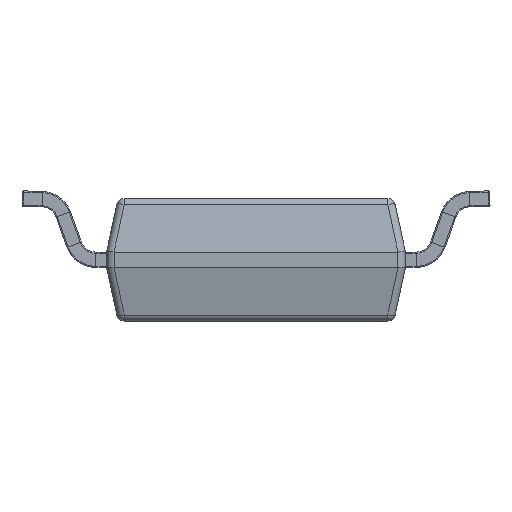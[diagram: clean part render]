
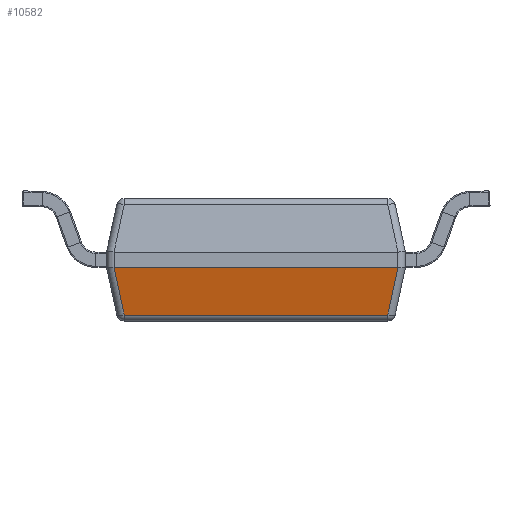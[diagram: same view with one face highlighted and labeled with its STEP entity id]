
A CAD part, left-side view. The second image highlights one B-rep face of the part: STEP entity #10582.
In plain terms, the highlighted face is planar.
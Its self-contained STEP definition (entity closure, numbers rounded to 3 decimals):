
#113 = ORIENTED_EDGE ( 'NONE', *, *, #30707, .T. ) ;
#279 = CARTESIAN_POINT ( 'NONE',  ( -5., -1.85, 0.999 ) ) ;
#921 =( BOUNDED_CURVE ( )  B_SPLINE_CURVE ( 3, ( #279, #27710, #33139, #33711 ),
 .UNSPECIFIED., .F., .F. ) 
 B_SPLINE_CURVE_WITH_KNOTS ( ( 4, 4 ),
 ( 0., 0.022 ),
 .UNSPECIFIED. ) 
 CURVE ( )  GEOMETRIC_REPRESENTATION_ITEM ( )  RATIONAL_B_SPLINE_CURVE ( ( 1., 1., 1., 1. ) ) 
 REPRESENTATION_ITEM ( '' )  );
#2762 = CARTESIAN_POINT ( 'NONE',  ( -5., -1.852, 1. ) ) ;
#2851 = LINE ( 'NONE', #30684, #12689 ) ;
#3066 = LINE ( 'NONE', #26558, #28039 ) ;
#4780 = ORIENTED_EDGE ( 'NONE', *, *, #25472, .F. ) ;
#5256 = CARTESIAN_POINT ( 'NONE',  ( -4.867, -1.719, 1.62 ) ) ;
#6019 = DIRECTION ( 'NONE',  ( 0.205, 0.205, 0.957 ) ) ;
#6928 = CARTESIAN_POINT ( 'NONE',  ( -5., 1.85, 0.999 ) ) ;
#7653 = CARTESIAN_POINT ( 'NONE',  ( -5., 1.851, 0.999 ) ) ;
#8731 = VECTOR ( 'NONE', #20215, 1000. ) ;
#9991 = DIRECTION ( 'NONE',  ( 0., 1., 0. ) ) ;
#10582 = ADVANCED_FACE ( 'NONE', ( #35678 ), #20754, .T. ) ;
#10676 = AXIS2_PLACEMENT_3D ( 'NONE', #37250, #34046, #9991 ) ;
#12689 = VECTOR ( 'NONE', #6019, 1000. ) ;
#13672 = CARTESIAN_POINT ( 'NONE',  ( -5., 1.95, 0.999 ) ) ;
#13876 = DIRECTION ( 'NONE',  ( 0., 1., 0. ) ) ;
#14186 = VERTEX_POINT ( 'NONE', #6928 ) ;
#14220 = CARTESIAN_POINT ( 'NONE',  ( -4.867, 0., 1.62 ) ) ;
#14707 = EDGE_CURVE ( 'NONE', #26942, #21271, #3066, .T. ) ;
#15352 = ORIENTED_EDGE ( 'NONE', *, *, #27448, .T. ) ;
#15908 =( BOUNDED_CURVE ( )  B_SPLINE_CURVE ( 3, ( #26130, #20179, #7653, #35677 ),
 .UNSPECIFIED., .F., .F. ) 
 B_SPLINE_CURVE_WITH_KNOTS ( ( 4, 4 ),
 ( 6.261, 6.283 ),
 .UNSPECIFIED. ) 
 CURVE ( )  GEOMETRIC_REPRESENTATION_ITEM ( )  RATIONAL_B_SPLINE_CURVE ( ( 1., 1., 1., 1. ) ) 
 REPRESENTATION_ITEM ( '' )  );
#17062 = LINE ( 'NONE', #13672, #29214 ) ;
#18652 = EDGE_CURVE ( 'NONE', #26342, #26942, #38135, .T. ) ;
#20179 = CARTESIAN_POINT ( 'NONE',  ( -5., 1.851, 0.999 ) ) ;
#20215 = DIRECTION ( 'NONE',  ( 0., 1., 0. ) ) ;
#20754 = PLANE ( 'NONE',  #10676 ) ;
#20888 = VERTEX_POINT ( 'NONE', #2762 ) ;
#20979 = DIRECTION ( 'NONE',  ( -0.205, 0.205, -0.957 ) ) ;
#21271 = VERTEX_POINT ( 'NONE', #36524 ) ;
#21813 = CARTESIAN_POINT ( 'NONE',  ( -5., -1.85, 0.999 ) ) ;
#22439 = ORIENTED_EDGE ( 'NONE', *, *, #18652, .T. ) ;
#25472 = EDGE_CURVE ( 'NONE', #38803, #14186, #17062, .T. ) ;
#26130 = CARTESIAN_POINT ( 'NONE',  ( -5., 1.852, 1. ) ) ;
#26342 = VERTEX_POINT ( 'NONE', #5256 ) ;
#26558 = CARTESIAN_POINT ( 'NONE',  ( -4.778, 1.631, 2.034 ) ) ;
#26942 = VERTEX_POINT ( 'NONE', #35169 ) ;
#27448 = EDGE_CURVE ( 'NONE', #20888, #26342, #2851, .T. ) ;
#27710 = CARTESIAN_POINT ( 'NONE',  ( -5., -1.851, 0.999 ) ) ;
#28039 = VECTOR ( 'NONE', #20979, 1000. ) ;
#28722 = ORIENTED_EDGE ( 'NONE', *, *, #14707, .T. ) ;
#28777 = ORIENTED_EDGE ( 'NONE', *, *, #30615, .T. ) ;
#29214 = VECTOR ( 'NONE', #13876, 1000. ) ;
#30615 = EDGE_CURVE ( 'NONE', #38803, #20888, #921, .T. ) ;
#30684 = CARTESIAN_POINT ( 'NONE',  ( -4.778, -1.631, 2.034 ) ) ;
#30707 = EDGE_CURVE ( 'NONE', #21271, #14186, #15908, .T. ) ;
#33139 = CARTESIAN_POINT ( 'NONE',  ( -5., -1.851, 0.999 ) ) ;
#33711 = CARTESIAN_POINT ( 'NONE',  ( -5., -1.852, 1. ) ) ;
#34046 = DIRECTION ( 'NONE',  ( -0.978, 0., 0.21 ) ) ;
#35169 = CARTESIAN_POINT ( 'NONE',  ( -4.867, 1.719, 1.62 ) ) ;
#35677 = CARTESIAN_POINT ( 'NONE',  ( -5., 1.85, 0.999 ) ) ;
#35678 = FACE_OUTER_BOUND ( 'NONE', #37801, .T. ) ;
#36524 = CARTESIAN_POINT ( 'NONE',  ( -5., 1.852, 1. ) ) ;
#37250 = CARTESIAN_POINT ( 'NONE',  ( -4.85, 0., 1.699 ) ) ;
#37801 = EDGE_LOOP ( 'NONE', ( #4780, #28777, #15352, #22439, #28722, #113 ) ) ;
#38135 = LINE ( 'NONE', #14220, #8731 ) ;
#38803 = VERTEX_POINT ( 'NONE', #21813 ) ;
